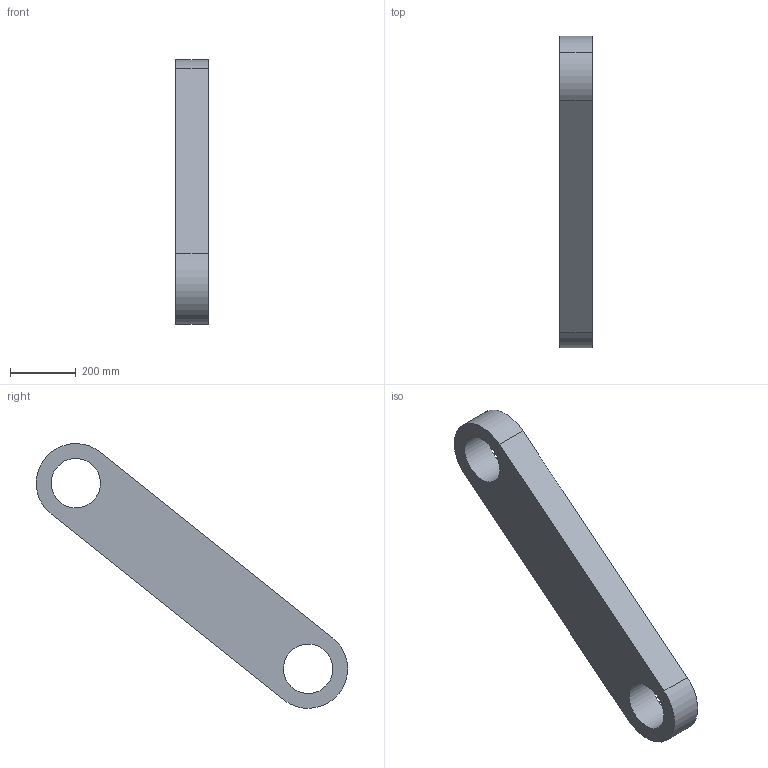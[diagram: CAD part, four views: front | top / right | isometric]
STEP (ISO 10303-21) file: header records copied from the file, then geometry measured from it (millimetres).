
FILE_DESCRIPTION (( 'STEP AP203' ), '1' );
FILE_NAME ('StickLeftLink_Primary.STEP', '2022-03-09T01:02:04', ( '' ), ( '' ), 'SwSTEP 2.0', 'SolidWorks 2020', '' );
FILE_SCHEMA (( 'CONFIG_CONTROL_DESIGN' ));
Length unit declared in the file: millimetre
Products named in the file (2): StickLeftLink_Primary; StickLeftLink
Assembly tree (1 placements, depth 2):
  StickLeftLink_Primary
    StickLeftLink
Bounding box: 100 x 945.01 x 803.54 mm (x, y, z)
Volume: 22656686.6 mm3; surface area: 803338.8 mm2
Topology: 1 solids, 1 shells, 11 faces, 27 edges, 18 vertices
Faces by surface type: cylinder 7, plane 4
Entity records: 539 total; most frequent: DIRECTION 71, CARTESIAN_POINT 60, ORIENTED_EDGE 54, AXIS2_PLACEMENT_3D 29, EDGE_CURVE 27, VERTEX_POINT 18, PERSON_AND_ORGANIZATION 17, EDGE_LOOP 15
